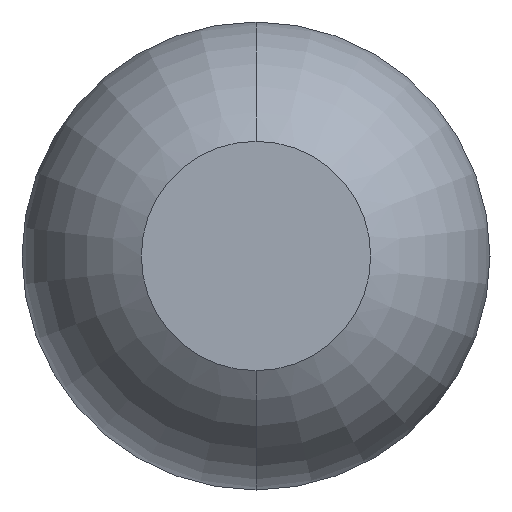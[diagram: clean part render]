
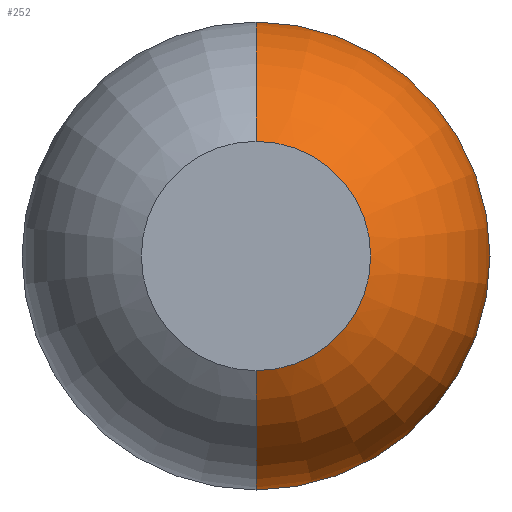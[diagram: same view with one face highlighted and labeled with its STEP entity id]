
A CAD part, front view. The second image highlights one B-rep face of the part: STEP entity #252.
In plain terms, the highlighted toroidal (fillet/blend) face has major radius 0.01 mm and minor radius 0.5 mm.
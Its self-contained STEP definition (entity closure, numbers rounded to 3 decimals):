
#77 = CARTESIAN_POINT ( 'NONE',  ( 0., -24.961, -0.51 ) ) ;
#158 = VERTEX_POINT ( 'NONE', #1155 ) ;
#213 = VERTEX_POINT ( 'NONE', #2485 ) ;
#252 = ADVANCED_FACE ( 'Defeature ausgef�hrt1_0', ( #461 ), #1534, .T. ) ;
#285 = ORIENTED_EDGE ( 'NONE', *, *, #1033, .T. ) ;
#409 = DIRECTION ( 'NONE',  ( 1., 0., 0. ) ) ;
#461 = FACE_OUTER_BOUND ( 'NONE', #3486, .T. ) ;
#592 = CARTESIAN_POINT ( 'NONE',  ( 0., -25.4, 0. ) ) ;
#596 = AXIS2_PLACEMENT_3D ( 'NONE', #1643, #409, #700 ) ;
#602 = EDGE_CURVE ( 'NONE', #3171, #213, #614, .T. ) ;
#614 = CIRCLE ( 'NONE', #1454, 0.5 ) ;
#687 = DIRECTION ( 'NONE',  ( 0., -1., 0. ) ) ;
#700 = DIRECTION ( 'NONE',  ( 0., 0., -1. ) ) ;
#744 = ORIENTED_EDGE ( 'NONE', *, *, #1260, .T. ) ;
#1033 = EDGE_CURVE ( 'Defeature ausgef�hrt1_0+Defeature ausgef�hrt1_14+Defeature ausgef�hrt1_14+Defeature ausgef�hrt1_14', #1734, #213, #1327, .T. ) ;
#1073 = CARTESIAN_POINT ( 'NONE',  ( 0., -25.4, 0.25 ) ) ;
#1107 = AXIS2_PLACEMENT_3D ( 'NONE', #2553, #687, #3469 ) ;
#1155 = CARTESIAN_POINT ( 'NONE',  ( 0., -24.961, 0.51 ) ) ;
#1260 = EDGE_CURVE ( 'Defeature ausgef�hrt1_0+Defeature ausgef�hrt1_6+Defeature ausgef�hrt1_6+Defeature ausgef�hrt1_6', #3171, #158, #2215, .T. ) ;
#1282 = ORIENTED_EDGE ( 'NONE', *, *, #2003, .T. ) ;
#1327 = CIRCLE ( 'NONE', #2274, 0.25 ) ;
#1342 = CIRCLE ( 'NONE', #596, 0.5 ) ;
#1411 = DIRECTION ( 'NONE',  ( 0., -1., 0. ) ) ;
#1454 = AXIS2_PLACEMENT_3D ( 'NONE', #2842, #1923, #2812 ) ;
#1534 = TOROIDAL_SURFACE ( 'NONE', #1107, 0.01, 0.5 ) ;
#1643 = CARTESIAN_POINT ( 'NONE',  ( 0., -24.961, 0.01 ) ) ;
#1734 = VERTEX_POINT ( 'NONE', #1073 ) ;
#1741 = AXIS2_PLACEMENT_3D ( 'NONE', #3260, #1411, #3561 ) ;
#1844 = DIRECTION ( 'NONE',  ( 0., 1., 0. ) ) ;
#1923 = DIRECTION ( 'NONE',  ( -1., 0., 0. ) ) ;
#1927 = ORIENTED_EDGE ( 'NONE', *, *, #602, .F. ) ;
#2003 = EDGE_CURVE ( 'NONE', #158, #1734, #1342, .T. ) ;
#2215 = CIRCLE ( 'NONE', #1741, 0.51 ) ;
#2274 = AXIS2_PLACEMENT_3D ( 'NONE', #592, #1844, #3417 ) ;
#2485 = CARTESIAN_POINT ( 'NONE',  ( 0., -25.4, -0.25 ) ) ;
#2553 = CARTESIAN_POINT ( 'NONE',  ( 0., -24.961, 0. ) ) ;
#2812 = DIRECTION ( 'NONE',  ( 0., 0., 1. ) ) ;
#2842 = CARTESIAN_POINT ( 'NONE',  ( 0., -24.961, -0.01 ) ) ;
#3171 = VERTEX_POINT ( 'NONE', #77 ) ;
#3260 = CARTESIAN_POINT ( 'NONE',  ( 0., -24.961, 0. ) ) ;
#3417 = DIRECTION ( 'NONE',  ( 0., 0., 1. ) ) ;
#3469 = DIRECTION ( 'NONE',  ( 0., 0., -1. ) ) ;
#3486 = EDGE_LOOP ( 'NONE', ( #744, #1282, #285, #1927 ) ) ;
#3561 = DIRECTION ( 'NONE',  ( 0., 0., -1. ) ) ;
